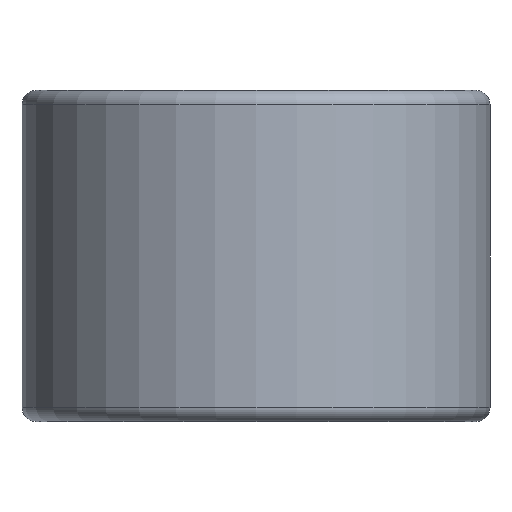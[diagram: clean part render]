
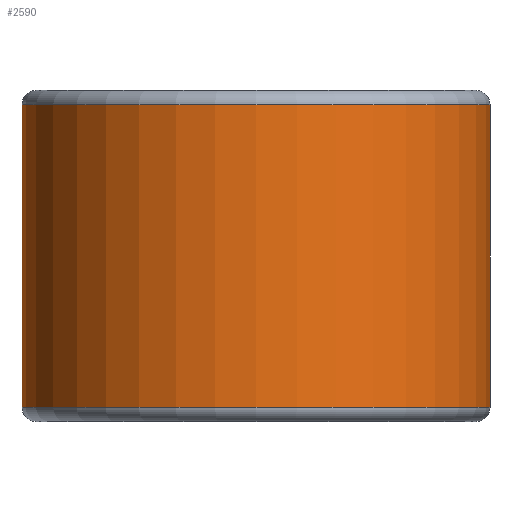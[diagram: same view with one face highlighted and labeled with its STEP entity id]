
A CAD part, front view. The second image highlights one B-rep face of the part: STEP entity #2590.
In plain terms, the highlighted cylindrical face has radius 12.294 mm (diameter 24.587 mm), a partial arc.
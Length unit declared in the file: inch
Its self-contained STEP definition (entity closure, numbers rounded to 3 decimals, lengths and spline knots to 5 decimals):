
#117 = ORIENTED_EDGE ( 'NONE', *, *, #1969, .T. ) ;
#119 = DIRECTION ( 'NONE',  ( 1., 0., 0. ) ) ;
#310 = DIRECTION ( 'NONE',  ( 1., 0., 0. ) ) ;
#359 = CARTESIAN_POINT ( 'NONE',  ( -0.078, -1.281, 0.3125 ) ) ;
#497 = CIRCLE ( 'NONE', #1469, 0.484 ) ;
#530 = VECTOR ( 'NONE', #2431, 39.37008 ) ;
#629 = LINE ( 'NONE', #359, #530 ) ;
#667 = EDGE_CURVE ( 'NONE', #1115, #1205, #629, .T. ) ;
#800 = ORIENTED_EDGE ( 'NONE', *, *, #1097, .T. ) ;
#810 = CARTESIAN_POINT ( 'NONE',  ( -0.078, -1.281, -0.3125 ) ) ;
#869 = ORIENTED_EDGE ( 'NONE', *, *, #2105, .F. ) ;
#905 = CARTESIAN_POINT ( 'NONE',  ( 0.89, -1.281, 0. ) ) ;
#982 = CARTESIAN_POINT ( 'NONE',  ( -0.078, -1.281, 0.3125 ) ) ;
#986 = FACE_OUTER_BOUND ( 'NONE', #1665, .T. ) ;
#1027 = CIRCLE ( 'NONE', #2580, 0.484 ) ;
#1097 = EDGE_CURVE ( 'NONE', #1205, #1144, #1027, .T. ) ;
#1112 = DIRECTION ( 'NONE',  ( 0., 0., 1. ) ) ;
#1115 = VERTEX_POINT ( 'NONE', #982 ) ;
#1144 = VERTEX_POINT ( 'NONE', #1598 ) ;
#1187 = CARTESIAN_POINT ( 'NONE',  ( 0.406, -1.281, -0.3125 ) ) ;
#1205 = VERTEX_POINT ( 'NONE', #810 ) ;
#1287 = CYLINDRICAL_SURFACE ( 'NONE', #2559, 0.484 ) ;
#1352 = VERTEX_POINT ( 'NONE', #2237 ) ;
#1360 = DIRECTION ( 'NONE',  ( 0., 0., 1. ) ) ;
#1395 = DIRECTION ( 'NONE',  ( 1., 0., 0. ) ) ;
#1469 = AXIS2_PLACEMENT_3D ( 'NONE', #2595, #1360, #119 ) ;
#1505 = ORIENTED_EDGE ( 'NONE', *, *, #667, .T. ) ;
#1521 = CARTESIAN_POINT ( 'NONE',  ( 0.406, -1.281, 0. ) ) ;
#1598 = CARTESIAN_POINT ( 'NONE',  ( 0.89, -1.281, -0.3125 ) ) ;
#1665 = EDGE_LOOP ( 'NONE', ( #800, #117, #869, #1505 ) ) ;
#1684 = LINE ( 'NONE', #905, #2173 ) ;
#1732 = DIRECTION ( 'NONE',  ( 0., 0., 1. ) ) ;
#1969 = EDGE_CURVE ( 'NONE', #1144, #1352, #1684, .T. ) ;
#2105 = EDGE_CURVE ( 'NONE', #1115, #1352, #497, .T. ) ;
#2173 = VECTOR ( 'NONE', #1112, 39.37008 ) ;
#2237 = CARTESIAN_POINT ( 'NONE',  ( 0.89, -1.281, 0.3125 ) ) ;
#2431 = DIRECTION ( 'NONE',  ( 0., 0., -1. ) ) ;
#2559 = AXIS2_PLACEMENT_3D ( 'NONE', #1521, #1732, #310 ) ;
#2580 = AXIS2_PLACEMENT_3D ( 'NONE', #1187, #2642, #1395 ) ;
#2590 = ADVANCED_FACE ( 'NONE', ( #986 ), #1287, .T. ) ;
#2595 = CARTESIAN_POINT ( 'NONE',  ( 0.406, -1.281, 0.3125 ) ) ;
#2642 = DIRECTION ( 'NONE',  ( 0., 0., 1. ) ) ;
